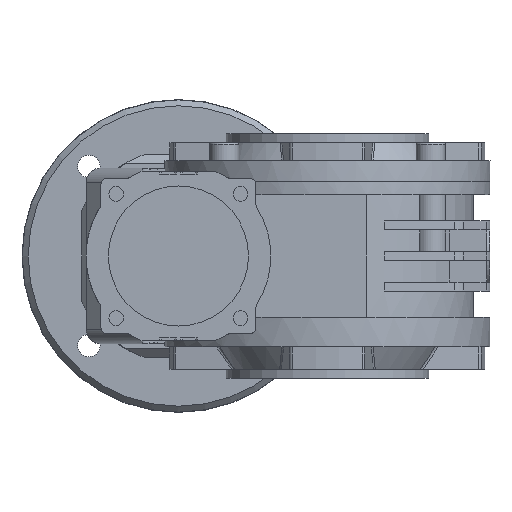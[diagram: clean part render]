
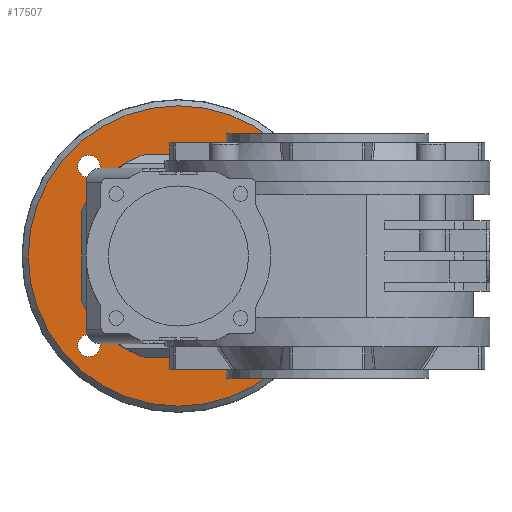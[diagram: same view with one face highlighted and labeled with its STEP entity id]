
A CAD part, left-side view. The second image highlights one B-rep face of the part: STEP entity #17507.
In plain terms, the highlighted face is planar.
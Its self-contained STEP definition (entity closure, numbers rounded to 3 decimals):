
#938=CIRCLE('',#18636,3.75);
#939=CIRCLE('',#18638,3.75);
#940=CIRCLE('',#18640,3.75);
#941=CIRCLE('',#18642,3.75);
#942=CIRCLE('',#18644,35.881);
#943=CIRCLE('',#18645,35.881);
#944=CIRCLE('',#18646,35.881);
#945=CIRCLE('',#18647,35.881);
#946=CIRCLE('',#18648,50.395);
#4346=ORIENTED_EDGE('',*,*,#6211,.T.);
#4347=ORIENTED_EDGE('',*,*,#6210,.T.);
#4348=ORIENTED_EDGE('',*,*,#6209,.T.);
#4349=ORIENTED_EDGE('',*,*,#6208,.T.);
#4350=ORIENTED_EDGE('',*,*,#6212,.T.);
#4351=ORIENTED_EDGE('',*,*,#6213,.F.);
#4352=ORIENTED_EDGE('',*,*,#6199,.T.);
#4353=ORIENTED_EDGE('',*,*,#6214,.F.);
#4354=ORIENTED_EDGE('',*,*,#6203,.T.);
#4355=ORIENTED_EDGE('',*,*,#6215,.F.);
#4356=ORIENTED_EDGE('',*,*,#6207,.T.);
#4357=ORIENTED_EDGE('',*,*,#6216,.F.);
#4358=ORIENTED_EDGE('',*,*,#6217,.T.);
#6199=EDGE_CURVE('',#7429,#7431,#8579,.T.);
#6203=EDGE_CURVE('',#7433,#7435,#8581,.T.);
#6207=EDGE_CURVE('',#7437,#7439,#8583,.T.);
#6208=EDGE_CURVE('',#7440,#7440,#938,.T.);
#6209=EDGE_CURVE('',#7441,#7441,#939,.T.);
#6210=EDGE_CURVE('',#7442,#7442,#940,.T.);
#6211=EDGE_CURVE('',#7443,#7443,#941,.T.);
#6212=EDGE_CURVE('',#7444,#7445,#8584,.T.);
#6213=EDGE_CURVE('',#7429,#7445,#942,.T.);
#6214=EDGE_CURVE('',#7433,#7431,#943,.T.);
#6215=EDGE_CURVE('',#7437,#7435,#944,.T.);
#6216=EDGE_CURVE('',#7444,#7439,#945,.T.);
#6217=EDGE_CURVE('',#7446,#7446,#946,.T.);
#7429=VERTEX_POINT('',#29072);
#7431=VERTEX_POINT('',#29076);
#7433=VERTEX_POINT('',#29081);
#7435=VERTEX_POINT('',#29085);
#7437=VERTEX_POINT('',#29090);
#7439=VERTEX_POINT('',#29094);
#7440=VERTEX_POINT('',#29098);
#7441=VERTEX_POINT('',#29101);
#7442=VERTEX_POINT('',#29104);
#7443=VERTEX_POINT('',#29107);
#7444=VERTEX_POINT('',#29110);
#7445=VERTEX_POINT('',#29111);
#7446=VERTEX_POINT('',#29117);
#8579=LINE('',#29077,#9701);
#8581=LINE('',#29086,#9703);
#8583=LINE('',#29095,#9705);
#8584=LINE('',#29109,#9706);
#9701=VECTOR('',#21949,1000.);
#9703=VECTOR('',#21957,1000.);
#9705=VECTOR('',#21965,1000.);
#9706=VECTOR('',#21984,1000.);
#10545=EDGE_LOOP('',(#4346));
#10546=EDGE_LOOP('',(#4347));
#10547=EDGE_LOOP('',(#4348));
#10548=EDGE_LOOP('',(#4349));
#10549=EDGE_LOOP('',(#4350,#4351,#4352,#4353,#4354,#4355,#4356,#4357));
#10550=EDGE_LOOP('',(#4358));
#11417=FACE_BOUND('',#10545,.T.);
#11418=FACE_BOUND('',#10546,.T.);
#11419=FACE_BOUND('',#10547,.T.);
#11420=FACE_BOUND('',#10548,.T.);
#11421=FACE_BOUND('',#10549,.T.);
#11422=FACE_BOUND('',#10550,.T.);
#11883=PLANE('',#18643);
#17507=ADVANCED_FACE('',(#11417,#11418,#11419,#11420,#11421,#11422),#11883,
 .F.);
#18636=AXIS2_PLACEMENT_3D('',#29097,#21968,#21969);
#18638=AXIS2_PLACEMENT_3D('',#29100,#21972,#21973);
#18640=AXIS2_PLACEMENT_3D('',#29103,#21976,#21977);
#18642=AXIS2_PLACEMENT_3D('',#29106,#21980,#21981);
#18643=AXIS2_PLACEMENT_3D('',#29108,#21982,#21983);
#18644=AXIS2_PLACEMENT_3D('',#29112,#21985,#21986);
#18645=AXIS2_PLACEMENT_3D('',#29113,#21987,#21988);
#18646=AXIS2_PLACEMENT_3D('',#29114,#21989,#21990);
#18647=AXIS2_PLACEMENT_3D('',#29115,#21991,#21992);
#18648=AXIS2_PLACEMENT_3D('',#29116,#21993,#21994);
#21949=DIRECTION('',(1.,0.,0.));
#21957=DIRECTION('',(0.,0.,-1.));
#21965=DIRECTION('',(-1.,0.,0.));
#21968=DIRECTION('',(0.,1.,0.));
#21969=DIRECTION('',(0.,0.,1.));
#21972=DIRECTION('',(0.,1.,0.));
#21973=DIRECTION('',(0.,0.,1.));
#21976=DIRECTION('',(0.,1.,0.));
#21977=DIRECTION('',(0.,0.,1.));
#21980=DIRECTION('',(0.,1.,0.));
#21981=DIRECTION('',(0.,0.,1.));
#21982=DIRECTION('',(0.,1.,0.));
#21983=DIRECTION('',(0.,0.,1.));
#21984=DIRECTION('',(0.,0.,1.));
#21985=DIRECTION('',(0.,-1.,0.));
#21986=DIRECTION('',(0.,0.,-1.));
#21987=DIRECTION('',(0.,-1.,0.));
#21988=DIRECTION('',(0.,0.,-1.));
#21989=DIRECTION('',(0.,-1.,0.));
#21990=DIRECTION('',(0.,0.,-1.));
#21991=DIRECTION('',(0.,-1.,0.));
#21992=DIRECTION('',(0.,0.,-1.));
#21993=DIRECTION('',(0.,-1.,0.));
#21994=DIRECTION('',(0.,0.,-1.));
#29072=CARTESIAN_POINT('',(-11.465,11.7,34.));
#29076=CARTESIAN_POINT('',(11.465,11.7,34.));
#29077=CARTESIAN_POINT('',(18.068,11.7,34.));
#29081=CARTESIAN_POINT('',(32.5,11.7,15.205));
#29085=CARTESIAN_POINT('',(32.5,11.7,-15.205));
#29086=CARTESIAN_POINT('',(32.5,11.7,-20.425));
#29090=CARTESIAN_POINT('',(11.465,11.7,-34.));
#29094=CARTESIAN_POINT('',(-11.465,11.7,-34.));
#29095=CARTESIAN_POINT('',(-18.068,11.7,-34.));
#29097=CARTESIAN_POINT('',(30.052,11.7,30.052));
#29098=CARTESIAN_POINT('',(30.052,11.7,33.802));
#29100=CARTESIAN_POINT('',(30.052,11.7,-30.052));
#29101=CARTESIAN_POINT('',(30.052,11.7,-26.302));
#29103=CARTESIAN_POINT('',(-30.052,11.7,-30.052));
#29104=CARTESIAN_POINT('',(-30.052,11.7,-26.302));
#29106=CARTESIAN_POINT('',(-30.052,11.7,30.052));
#29107=CARTESIAN_POINT('',(-30.052,11.7,33.802));
#29108=CARTESIAN_POINT('',(0.,11.7,50.395));
#29109=CARTESIAN_POINT('',(-32.5,11.7,20.425));
#29110=CARTESIAN_POINT('',(-32.5,11.7,-15.205));
#29111=CARTESIAN_POINT('',(-32.5,11.7,15.205));
#29112=CARTESIAN_POINT('',(0.,11.7,0.));
#29113=CARTESIAN_POINT('',(0.,11.7,0.));
#29114=CARTESIAN_POINT('',(0.,11.7,0.));
#29115=CARTESIAN_POINT('',(0.,11.7,0.));
#29116=CARTESIAN_POINT('',(0.,11.7,0.));
#29117=CARTESIAN_POINT('',(0.,11.7,-50.395));
